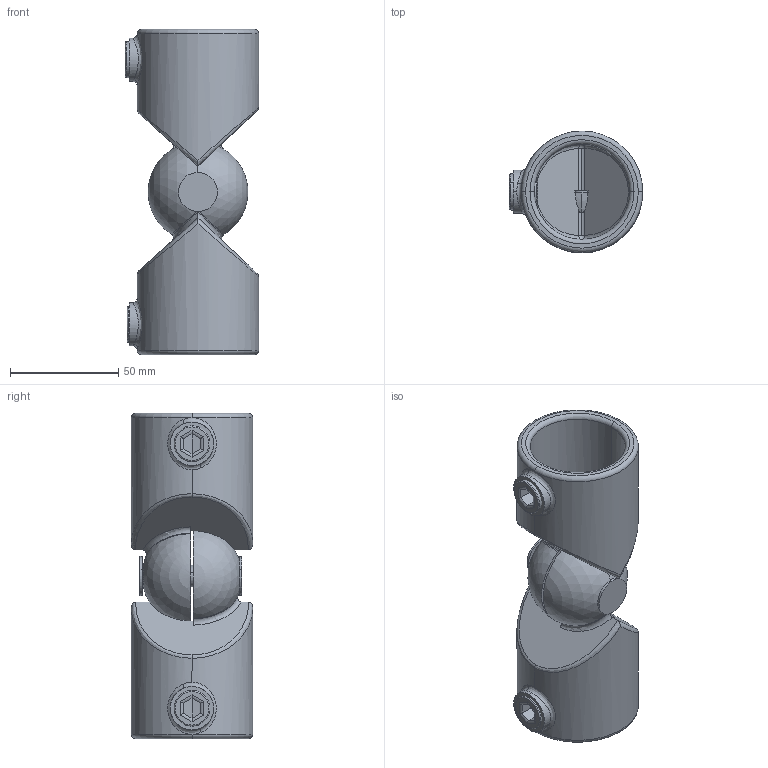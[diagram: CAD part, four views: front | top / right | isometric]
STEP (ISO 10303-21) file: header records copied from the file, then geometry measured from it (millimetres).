
FILE_DESCRIPTION (( 'STEP AP203' ), '1' );
FILE_NAME ('125H-C42.step', '2015-09-17T16:17:31', ( '' ), ( '' ), 'SwSTEP 2.0', 'SolidWorks 2015', '' );
FILE_SCHEMA (( 'CONFIG_CONTROL_DESIGN' ));
Length unit declared in the file: millimetre
Products named in the file (5): 125H-C42 Teil4; 125H-C42; 125H-C42 Teil1; 125H-C42 Teil2; 125H-C42 Teil3
Assembly tree (5 placements, depth 2):
  125H-C42
    125H-C42 Teil1
    125H-C42 Teil2
    125H-C42 Teil3
    125H-C42 Teil4  x2
Bounding box: 61.5 x 56 x 150 mm (x, y, z)
Volume: 163037.1 mm3; surface area: 54726.8 mm2
Topology: 5 solids, 5 shells, 152 faces, 366 edges, 220 vertices
Faces by surface type: cylinder 62, plane 34, torus 24, bspline 20, sphere 12
Entity records: 6351 total; most frequent: CARTESIAN_POINT 3006, ORIENTED_EDGE 620, DIRECTION 580, EDGE_CURVE 310, AXIS2_PLACEMENT_3D 246, VERTEX_POINT 188, EDGE_LOOP 136, CIRCLE 132
